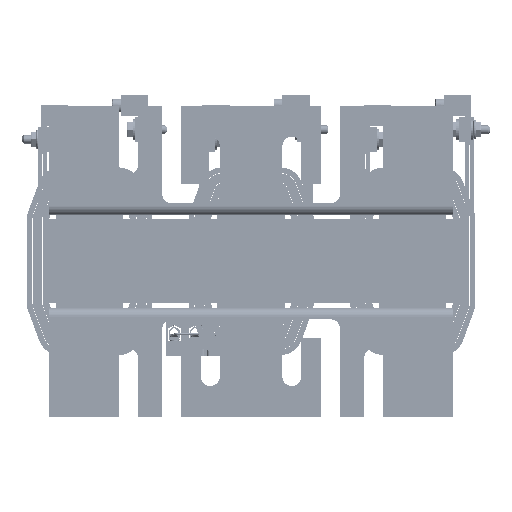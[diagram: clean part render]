
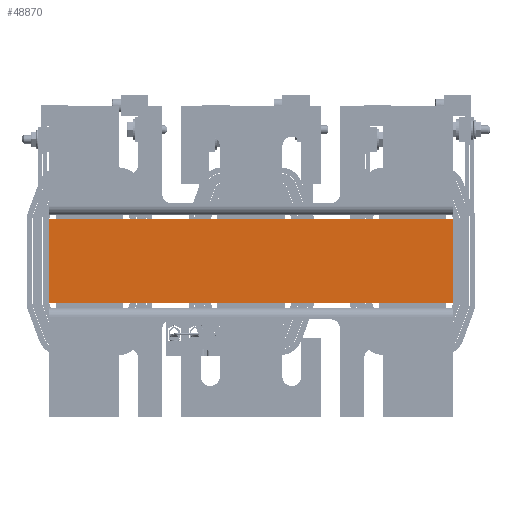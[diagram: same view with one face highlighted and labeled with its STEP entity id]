
A CAD part, front view. The second image highlights one B-rep face of the part: STEP entity #48870.
In plain terms, the highlighted face is planar.
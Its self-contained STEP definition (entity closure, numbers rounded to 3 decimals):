
#2100=PLANE('',#52445);
#3489=FACE_OUTER_BOUND('',#6219,.T.);
#6219=EDGE_LOOP('',(#32902,#32903,#32904,#32905));
#9153=LINE('',#70521,#13875);
#9158=LINE('',#70530,#13880);
#9162=LINE('',#70538,#13884);
#9163=LINE('',#70540,#13885);
#13875=VECTOR('',#56907,0.394);
#13880=VECTOR('',#56914,0.394);
#13884=VECTOR('',#56922,0.394);
#13885=VECTOR('',#56925,0.394);
#20435=VERTEX_POINT('',#70517);
#20437=VERTEX_POINT('',#70520);
#20439=VERTEX_POINT('',#70526);
#20442=VERTEX_POINT('',#70536);
#25395=EDGE_CURVE('',#20437,#20435,#9153,.T.);
#25400=EDGE_CURVE('',#20439,#20437,#9158,.T.);
#25404=EDGE_CURVE('',#20435,#20442,#9162,.T.);
#25405=EDGE_CURVE('',#20442,#20439,#9163,.T.);
#32902=ORIENTED_EDGE('',*,*,#25405,.T.);
#32903=ORIENTED_EDGE('',*,*,#25400,.T.);
#32904=ORIENTED_EDGE('',*,*,#25395,.T.);
#32905=ORIENTED_EDGE('',*,*,#25404,.T.);
#48870=ADVANCED_FACE('',(#3489),#2100,.T.);
#52445=AXIS2_PLACEMENT_3D('',#70539,#56923,#56924);
#56907=DIRECTION('',(-1.,0.,0.));
#56914=DIRECTION('',(0.,0.,-1.));
#56922=DIRECTION('',(0.,0.,1.));
#56923=DIRECTION('center_axis',(0.,1.,0.));
#56924=DIRECTION('ref_axis',(0.,0.,1.));
#56925=DIRECTION('',(1.,0.,0.));
#70517=CARTESIAN_POINT('',(0.003,2.403,-1.25));
#70520=CARTESIAN_POINT('',(12.003,2.403,-1.25));
#70521=CARTESIAN_POINT('',(0.003,2.403,-1.25));
#70526=CARTESIAN_POINT('',(12.003,2.403,1.25));
#70530=CARTESIAN_POINT('',(12.003,2.403,0.));
#70536=CARTESIAN_POINT('',(0.003,2.403,1.25));
#70538=CARTESIAN_POINT('',(0.003,2.403,0.));
#70539=CARTESIAN_POINT('Origin',(0.003,2.403,0.));
#70540=CARTESIAN_POINT('',(0.003,2.403,1.25));
